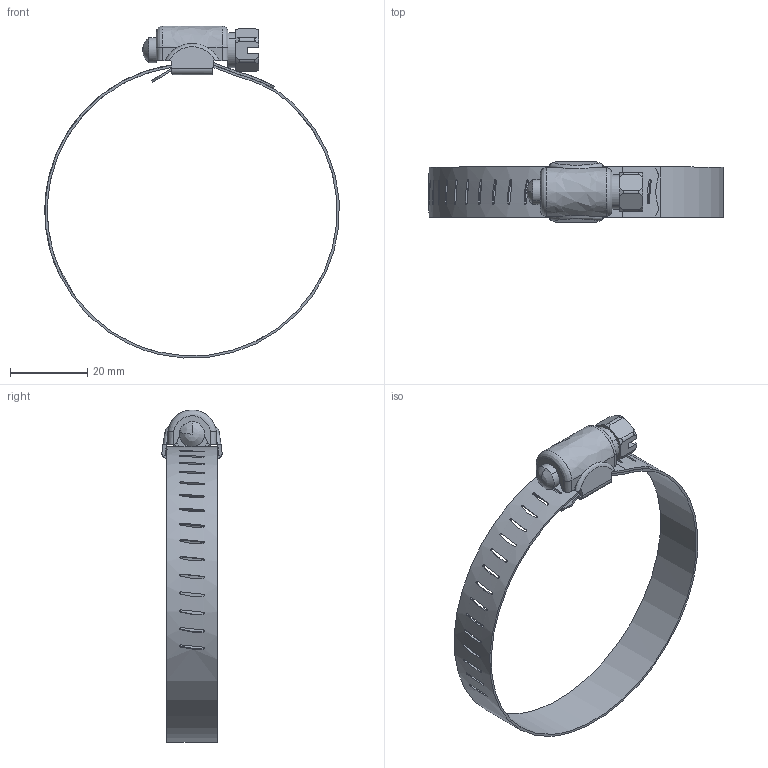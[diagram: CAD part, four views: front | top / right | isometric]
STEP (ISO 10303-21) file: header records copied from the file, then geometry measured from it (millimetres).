
FILE_DESCRIPTION((''),'2;1');
FILE_NAME('','2006-01-19T09:53:16',(''),(''),'','CADfix','');
FILE_SCHEMA(('AUTOMOTIVE_DESIGN'));
Length unit declared in the file: millimetre
Products named in the file (4): screw; holder; band; TM_144SUS_75_20916_36
Assembly tree (3 placements, depth 2):
  TM_144SUS_75_20916_36
    screw
    holder
    band
Bounding box: 76.1 x 15.63 x 85.85 mm (x, y, z)
Volume: 4306.4 mm3; surface area: 9558.7 mm2
Topology: 3 solids, 3 shells, 234 faces, 770 edges, 543 vertices
Faces by surface type: bspline 234
Entity records: 10572 total; most frequent: CARTESIAN_POINT 5969, ORIENTED_EDGE 1536, EDGE_CURVE 768, VERTEX_POINT 543, QUASI_UNIFORM_CURVE 392, B_SPLINE_CURVE_WITH_KNOTS 366, EDGE_LOOP 273, FACE_OUTER_BOUND 234
